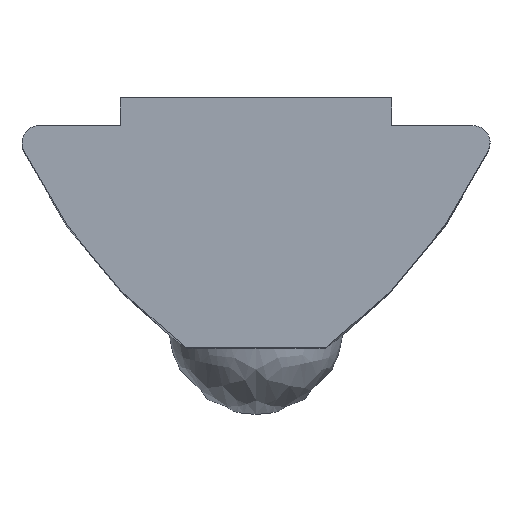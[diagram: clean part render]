
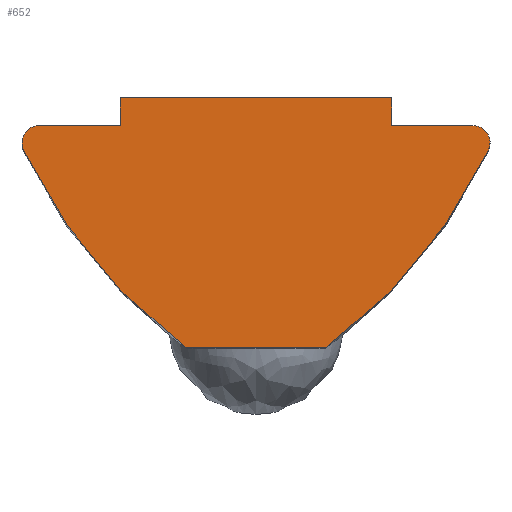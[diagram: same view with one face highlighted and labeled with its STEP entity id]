
A CAD part, top view. The second image highlights one B-rep face of the part: STEP entity #652.
In plain terms, the highlighted planar face has unit normal (0, 0, 1).
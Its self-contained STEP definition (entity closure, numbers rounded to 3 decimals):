
#18 = CARTESIAN_POINT ( 'NONE',  ( -3.5, 0., 22. ) ) ;
#22 = VECTOR ( 'NONE', #587, 1000. ) ;
#28 = CARTESIAN_POINT ( 'NONE',  ( 2., -7.2, 22. ) ) ;
#43 = ORIENTED_EDGE ( 'NONE', *, *, #341, .F. ) ;
#45 = AXIS2_PLACEMENT_3D ( 'NONE', #374, #379, #588 ) ;
#56 = ORIENTED_EDGE ( 'NONE', *, *, #179, .T. ) ;
#57 = ORIENTED_EDGE ( 'NONE', *, *, #780, .T. ) ;
#62 = VECTOR ( 'NONE', #841, 1000. ) ;
#94 = CARTESIAN_POINT ( 'NONE',  ( -2., -7.2, 22. ) ) ;
#107 = ORIENTED_EDGE ( 'NONE', *, *, #619, .F. ) ;
#112 = EDGE_LOOP ( 'NONE', ( #889, #123, #435, #312, #107, #421, #527, #43, #57, #901, #56 ) ) ;
#123 = ORIENTED_EDGE ( 'NONE', *, *, #356, .T. ) ;
#163 = LINE ( 'NONE', #714, #62 ) ;
#177 = CARTESIAN_POINT ( 'NONE',  ( 6.233, -1.3, 22. ) ) ;
#179 = EDGE_CURVE ( 'NONE', #369, #636, #338, .T. ) ;
#185 = VERTEX_POINT ( 'NONE', #412 ) ;
#205 = VECTOR ( 'NONE', #355, 1000. ) ;
#211 = VERTEX_POINT ( 'NONE', #898 ) ;
#217 = CARTESIAN_POINT ( 'NONE',  ( 3.9, -0.4, 22. ) ) ;
#223 = DIRECTION ( 'NONE',  ( -1., 0., 0. ) ) ;
#232 = VERTEX_POINT ( 'NONE', #848 ) ;
#237 = DIRECTION ( 'NONE',  ( -1., 0., 0. ) ) ;
#244 = DIRECTION ( 'NONE',  ( -1., 0., 0. ) ) ;
#269 = EDGE_CURVE ( 'NONE', #743, #366, #612, .T. ) ;
#305 = CARTESIAN_POINT ( 'NONE',  ( -6.233, -1.3, 22. ) ) ;
#306 = VECTOR ( 'NONE', #822, 1000. ) ;
#308 = VECTOR ( 'NONE', #432, 1000. ) ;
#312 = ORIENTED_EDGE ( 'NONE', *, *, #821, .F. ) ;
#313 = EDGE_CURVE ( 'NONE', #464, #636, #566, .T. ) ;
#315 = CARTESIAN_POINT ( 'NONE',  ( -6.233, -0.8, 22. ) ) ;
#330 = CARTESIAN_POINT ( 'NONE',  ( -6.733, -1.3, 22. ) ) ;
#338 = CIRCLE ( 'NONE', #534, 15. ) ;
#341 = EDGE_CURVE ( 'NONE', #211, #474, #655, .T. ) ;
#347 = CARTESIAN_POINT ( 'NONE',  ( 0., 0., 22. ) ) ;
#355 = DIRECTION ( 'NONE',  ( 0., -1., 0. ) ) ;
#356 = EDGE_CURVE ( 'NONE', #464, #463, #706, .T. ) ;
#366 = VERTEX_POINT ( 'NONE', #315 ) ;
#368 = DIRECTION ( 'NONE',  ( 0., 0., -1. ) ) ;
#369 = VERTEX_POINT ( 'NONE', #28 ) ;
#374 = CARTESIAN_POINT ( 'NONE',  ( -6.233, -1.3, 22. ) ) ;
#375 = VECTOR ( 'NONE', #244, 1000. ) ;
#379 = DIRECTION ( 'NONE',  ( 0., 0., -1. ) ) ;
#412 = CARTESIAN_POINT ( 'NONE',  ( -3.9, 0., 22. ) ) ;
#415 = FACE_OUTER_BOUND ( 'NONE', #112, .T. ) ;
#416 = PLANE ( 'NONE',  #747 ) ;
#421 = ORIENTED_EDGE ( 'NONE', *, *, #269, .T. ) ;
#424 = CARTESIAN_POINT ( 'NONE',  ( -3.9, -0.4, 22. ) ) ;
#427 = LINE ( 'NONE', #424, #306 ) ;
#430 = CARTESIAN_POINT ( 'NONE',  ( -3.9, -0.8, 22. ) ) ;
#432 = DIRECTION ( 'NONE',  ( -1., 0., 0. ) ) ;
#435 = ORIENTED_EDGE ( 'NONE', *, *, #732, .F. ) ;
#463 = VERTEX_POINT ( 'NONE', #815 ) ;
#464 = VERTEX_POINT ( 'NONE', #611 ) ;
#474 = VERTEX_POINT ( 'NONE', #330 ) ;
#482 = CARTESIAN_POINT ( 'NONE',  ( 6.686, -1.513, 22. ) ) ;
#485 = AXIS2_PLACEMENT_3D ( 'NONE', #907, #845, #223 ) ;
#511 = DIRECTION ( 'NONE',  ( 0., 0., 1. ) ) ;
#527 = ORIENTED_EDGE ( 'NONE', *, *, #816, .F. ) ;
#534 = AXIS2_PLACEMENT_3D ( 'NONE', #711, #511, #779 ) ;
#552 = DIRECTION ( 'NONE',  ( 1., 0., 0. ) ) ;
#554 = DIRECTION ( 'NONE',  ( 0., 0., 1. ) ) ;
#566 = CIRCLE ( 'NONE', #904, 0.5 ) ;
#587 = DIRECTION ( 'NONE',  ( 1., 0., 0. ) ) ;
#588 = DIRECTION ( 'NONE',  ( -1., 0., 0. ) ) ;
#598 = CIRCLE ( 'NONE', #873, 0.5 ) ;
#611 = CARTESIAN_POINT ( 'NONE',  ( 6.233, -0.8, 22. ) ) ;
#612 = LINE ( 'NONE', #648, #308 ) ;
#619 = EDGE_CURVE ( 'NONE', #743, #185, #427, .T. ) ;
#636 = VERTEX_POINT ( 'NONE', #482 ) ;
#648 = CARTESIAN_POINT ( 'NONE',  ( 0., -0.8, 22. ) ) ;
#652 = ADVANCED_FACE ( 'NONE', ( #415 ), #416, .T. ) ;
#655 = CIRCLE ( 'NONE', #45, 0.5 ) ;
#668 = DIRECTION ( 'NONE',  ( -1., 0., 0. ) ) ;
#706 = LINE ( 'NONE', #730, #375 ) ;
#711 = CARTESIAN_POINT ( 'NONE',  ( -6.879, 4.89, 22. ) ) ;
#714 = CARTESIAN_POINT ( 'NONE',  ( 0., -7.2, 22. ) ) ;
#730 = CARTESIAN_POINT ( 'NONE',  ( 0., -0.8, 22. ) ) ;
#732 = EDGE_CURVE ( 'NONE', #232, #463, #800, .T. ) ;
#743 = VERTEX_POINT ( 'NONE', #430 ) ;
#747 = AXIS2_PLACEMENT_3D ( 'NONE', #347, #554, #552 ) ;
#771 = CIRCLE ( 'NONE', #485, 15. ) ;
#779 = DIRECTION ( 'NONE',  ( -1., 0., 0. ) ) ;
#780 = EDGE_CURVE ( 'NONE', #211, #854, #771, .T. ) ;
#784 = LINE ( 'NONE', #18, #22 ) ;
#797 = DIRECTION ( 'NONE',  ( 0., 0., -1. ) ) ;
#798 = EDGE_CURVE ( 'NONE', #854, #369, #163, .T. ) ;
#800 = LINE ( 'NONE', #217, #205 ) ;
#815 = CARTESIAN_POINT ( 'NONE',  ( 3.9, -0.8, 22. ) ) ;
#816 = EDGE_CURVE ( 'NONE', #474, #366, #598, .T. ) ;
#821 = EDGE_CURVE ( 'NONE', #185, #232, #784, .T. ) ;
#822 = DIRECTION ( 'NONE',  ( 0., 1., 0. ) ) ;
#841 = DIRECTION ( 'NONE',  ( 1., 0., 0. ) ) ;
#845 = DIRECTION ( 'NONE',  ( 0., 0., 1. ) ) ;
#848 = CARTESIAN_POINT ( 'NONE',  ( 3.9, 0., 22. ) ) ;
#854 = VERTEX_POINT ( 'NONE', #94 ) ;
#873 = AXIS2_PLACEMENT_3D ( 'NONE', #305, #368, #237 ) ;
#889 = ORIENTED_EDGE ( 'NONE', *, *, #313, .F. ) ;
#898 = CARTESIAN_POINT ( 'NONE',  ( -6.686, -1.513, 22. ) ) ;
#901 = ORIENTED_EDGE ( 'NONE', *, *, #798, .T. ) ;
#904 = AXIS2_PLACEMENT_3D ( 'NONE', #177, #797, #668 ) ;
#907 = CARTESIAN_POINT ( 'NONE',  ( 6.879, 4.89, 22. ) ) ;
